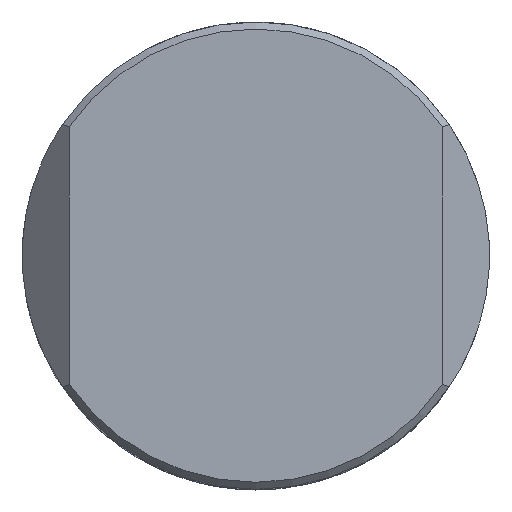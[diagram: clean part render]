
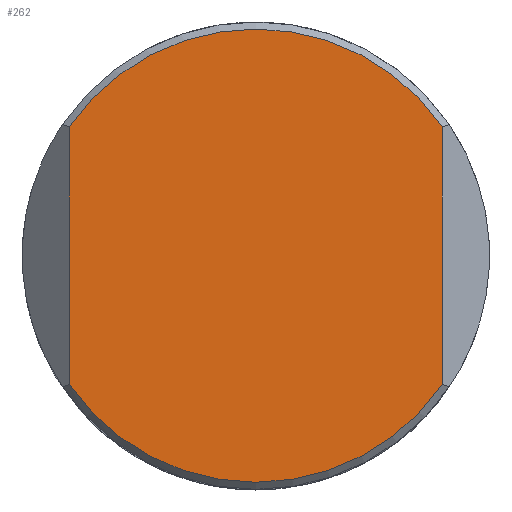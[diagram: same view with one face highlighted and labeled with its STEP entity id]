
A CAD part, top view. The second image highlights one B-rep face of the part: STEP entity #262.
In plain terms, the highlighted planar face has unit normal (0, 0, 1).
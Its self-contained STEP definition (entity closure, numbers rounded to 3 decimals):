
#38=CIRCLE('',#290,9.575);
#39=CIRCLE('',#291,9.575);
#51=FACE_OUTER_BOUND('',#70,.T.);
#70=EDGE_LOOP('',(#220,#221,#222,#223));
#81=LINE('',#391,#95);
#94=LINE('',#428,#108);
#95=VECTOR('',#308,10.893);
#108=VECTOR('',#333,10.893);
#116=VERTEX_POINT('',#381);
#118=VERTEX_POINT('',#387);
#131=VERTEX_POINT('',#422);
#133=VERTEX_POINT('',#427);
#143=EDGE_CURVE('',#116,#118,#81,.T.);
#159=EDGE_CURVE('',#133,#131,#94,.T.);
#170=EDGE_CURVE('',#133,#118,#38,.T.);
#171=EDGE_CURVE('',#116,#131,#39,.T.);
#220=ORIENTED_EDGE('',*,*,#143,.T.);
#221=ORIENTED_EDGE('',*,*,#170,.F.);
#222=ORIENTED_EDGE('',*,*,#159,.T.);
#223=ORIENTED_EDGE('',*,*,#171,.F.);
#251=PLANE('',#289);
#262=ADVANCED_FACE('',(#51),#251,.F.);
#289=AXIS2_PLACEMENT_3D('',#516,#352,#353);
#290=AXIS2_PLACEMENT_3D('',#517,#354,#355);
#291=AXIS2_PLACEMENT_3D('',#518,#356,#357);
#308=DIRECTION('',(0.,-1.,0.));
#333=DIRECTION('',(0.,1.,0.));
#352=DIRECTION('center_axis',(0.,0.,-1.));
#353=DIRECTION('ref_axis',(-1.,0.,0.));
#354=DIRECTION('center_axis',(0.,0.,-1.));
#355=DIRECTION('ref_axis',(-1.,0.,0.));
#356=DIRECTION('center_axis',(0.,0.,-1.));
#357=DIRECTION('ref_axis',(-1.,0.,0.));
#381=CARTESIAN_POINT('',(-7.875,5.447,8.));
#387=CARTESIAN_POINT('',(-7.875,-5.447,8.));
#391=CARTESIAN_POINT('',(-7.875,-4.938,8.));
#422=CARTESIAN_POINT('',(7.875,5.447,8.));
#427=CARTESIAN_POINT('',(7.875,-5.447,8.));
#428=CARTESIAN_POINT('',(7.875,-4.938,8.));
#516=CARTESIAN_POINT('Origin',(0.,0.,8.));
#517=CARTESIAN_POINT('Origin',(0.,0.,8.));
#518=CARTESIAN_POINT('Origin',(0.,0.,8.));
